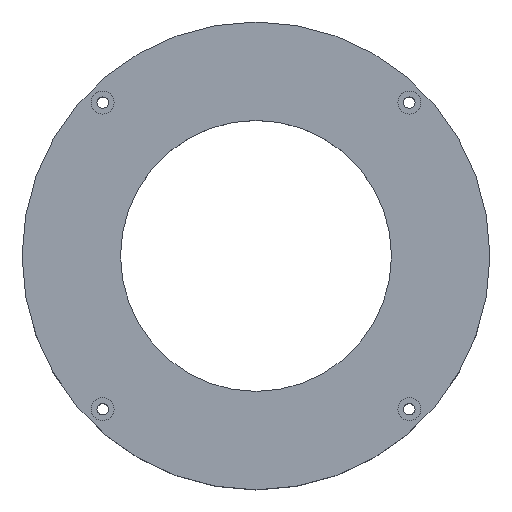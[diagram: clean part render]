
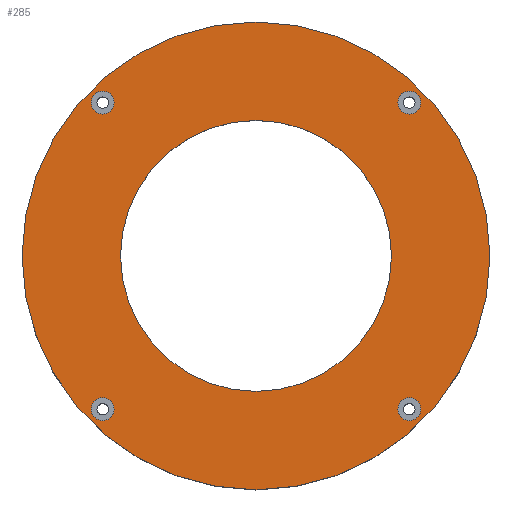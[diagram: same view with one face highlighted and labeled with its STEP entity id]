
A CAD part, top view. The second image highlights one B-rep face of the part: STEP entity #285.
In plain terms, the highlighted planar face has unit normal (0, 0, 1).
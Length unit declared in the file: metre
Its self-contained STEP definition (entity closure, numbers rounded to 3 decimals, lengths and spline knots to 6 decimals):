
#18=PLANE('',#461);
#54=ORIENTED_EDGE('',*,*,#80,.F.);
#55=ORIENTED_EDGE('',*,*,#81,.F.);
#56=ORIENTED_EDGE('',*,*,#82,.F.);
#57=ORIENTED_EDGE('',*,*,#83,.F.);
#58=ORIENTED_EDGE('',*,*,#84,.F.);
#59=ORIENTED_EDGE('',*,*,#90,.T.);
#80=EDGE_CURVE('',#104,#104,#128,.T.);
#81=EDGE_CURVE('',#105,#105,#129,.T.);
#82=EDGE_CURVE('',#106,#106,#130,.T.);
#83=EDGE_CURVE('',#107,#107,#131,.T.);
#84=EDGE_CURVE('',#108,#108,#132,.T.);
#90=EDGE_CURVE('',#114,#114,#138,.T.);
#104=VERTEX_POINT('',#590);
#105=VERTEX_POINT('',#593);
#106=VERTEX_POINT('',#596);
#107=VERTEX_POINT('',#599);
#108=VERTEX_POINT('',#602);
#114=VERTEX_POINT('',#620);
#128=CIRCLE('',#442,0.004);
#129=CIRCLE('',#444,0.004);
#130=CIRCLE('',#446,0.0475);
#131=CIRCLE('',#448,0.004);
#132=CIRCLE('',#450,0.004);
#138=CIRCLE('',#462,0.082);
#174=EDGE_LOOP('',(#54));
#175=EDGE_LOOP('',(#55));
#176=EDGE_LOOP('',(#56));
#177=EDGE_LOOP('',(#57));
#178=EDGE_LOOP('',(#58));
#179=EDGE_LOOP('',(#59));
#222=FACE_BOUND('',#174,.T.);
#223=FACE_BOUND('',#175,.T.);
#224=FACE_BOUND('',#176,.T.);
#225=FACE_BOUND('',#177,.T.);
#226=FACE_BOUND('',#178,.T.);
#227=FACE_BOUND('',#179,.T.);
#285=ADVANCED_FACE('',(#222,#223,#224,#225,#226,#227),#18,.T.);
#442=AXIS2_PLACEMENT_3D('',#589,#508,#509);
#444=AXIS2_PLACEMENT_3D('',#592,#512,#513);
#446=AXIS2_PLACEMENT_3D('',#595,#516,#517);
#448=AXIS2_PLACEMENT_3D('',#598,#520,#521);
#450=AXIS2_PLACEMENT_3D('',#601,#524,#525);
#461=AXIS2_PLACEMENT_3D('',#618,#546,#547);
#462=AXIS2_PLACEMENT_3D('',#619,#548,#549);
#508=DIRECTION('',(0.,0.,1.));
#509=DIRECTION('',(1.,0.,0.));
#512=DIRECTION('',(0.,0.,1.));
#513=DIRECTION('',(1.,0.,0.));
#516=DIRECTION('',(0.,0.,1.));
#517=DIRECTION('',(1.,0.,0.));
#520=DIRECTION('',(0.,0.,1.));
#521=DIRECTION('',(1.,0.,0.));
#524=DIRECTION('',(0.,0.,1.));
#525=DIRECTION('',(1.,0.,0.));
#546=DIRECTION('',(0.,0.,1.));
#547=DIRECTION('',(1.,0.,0.));
#548=DIRECTION('',(0.,0.,1.));
#549=DIRECTION('',(1.,0.,0.));
#589=CARTESIAN_POINT('',(0.05374,0.05374,0.036));
#590=CARTESIAN_POINT('',(0.05774,0.05374,0.036));
#592=CARTESIAN_POINT('',(-0.05374,0.05374,0.036));
#593=CARTESIAN_POINT('',(-0.04974,0.05374,0.036));
#595=CARTESIAN_POINT('',(0.,0.,0.036));
#596=CARTESIAN_POINT('',(0.0475,0.,0.036));
#598=CARTESIAN_POINT('',(0.05374,-0.05374,0.036));
#599=CARTESIAN_POINT('',(0.05774,-0.05374,0.036));
#601=CARTESIAN_POINT('',(-0.05374,-0.05374,0.036));
#602=CARTESIAN_POINT('',(-0.04974,-0.05374,0.036));
#618=CARTESIAN_POINT('',(0.,0.,0.036));
#619=CARTESIAN_POINT('',(0.,0.,0.036));
#620=CARTESIAN_POINT('',(0.082,0.,0.036));
